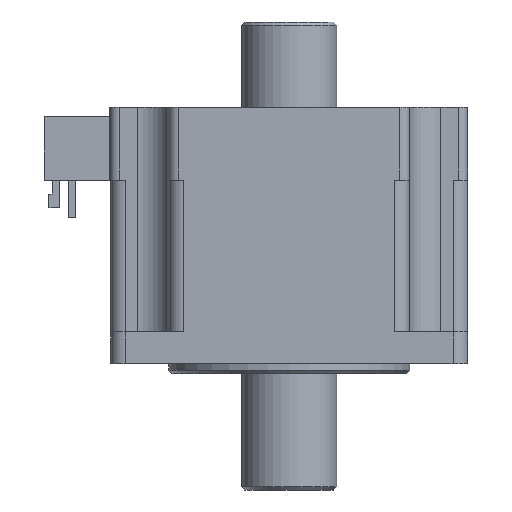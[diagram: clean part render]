
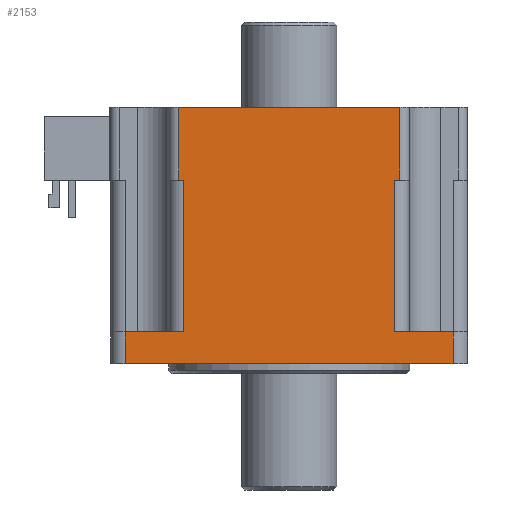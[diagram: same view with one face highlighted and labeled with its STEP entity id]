
A CAD part, front view. The second image highlights one B-rep face of the part: STEP entity #2153.
In plain terms, the highlighted planar face has unit normal (0, -1, 0).
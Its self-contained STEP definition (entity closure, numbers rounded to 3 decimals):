
#107=PLANE('',#2355);
#209=FACE_OUTER_BOUND('',#336,.T.);
#336=EDGE_LOOP('',(#1830,#1831,#1832,#1833,#1834,#1835,#1836,#1837,#1838,
#1839,#1840,#1841));
#505=LINE('',#3403,#720);
#508=LINE('',#3415,#723);
#522=LINE('',#3466,#737);
#525=LINE('',#3473,#740);
#558=LINE('',#3550,#773);
#560=LINE('',#3556,#775);
#561=LINE('',#3557,#776);
#562=LINE('',#3559,#777);
#563=LINE('',#3561,#778);
#564=LINE('',#3563,#779);
#565=LINE('',#3565,#780);
#566=LINE('',#3566,#781);
#720=VECTOR('',#2758,10.);
#723=VECTOR('',#2769,10.);
#737=VECTOR('',#2819,10.);
#740=VECTOR('',#2826,10.);
#773=VECTOR('',#2895,10.);
#775=VECTOR('',#2901,10.);
#776=VECTOR('',#2902,10.);
#777=VECTOR('',#2903,10.);
#778=VECTOR('',#2904,10.);
#779=VECTOR('',#2905,10.);
#780=VECTOR('',#2906,10.);
#781=VECTOR('',#2907,10.);
#1022=VERTEX_POINT('',#3399);
#1024=VERTEX_POINT('',#3402);
#1027=VERTEX_POINT('',#3409);
#1029=VERTEX_POINT('',#3413);
#1048=VERTEX_POINT('',#3464);
#1049=VERTEX_POINT('',#3469);
#1076=VERTEX_POINT('',#3549);
#1078=VERTEX_POINT('',#3555);
#1079=VERTEX_POINT('',#3558);
#1080=VERTEX_POINT('',#3560);
#1081=VERTEX_POINT('',#3562);
#1082=VERTEX_POINT('',#3564);
#1277=EDGE_CURVE('',#1022,#1024,#505,.T.);
#1283=EDGE_CURVE('',#1029,#1027,#508,.T.);
#1307=EDGE_CURVE('',#1048,#1029,#522,.T.);
#1311=EDGE_CURVE('',#1024,#1049,#525,.T.);
#1350=EDGE_CURVE('',#1027,#1076,#558,.T.);
#1353=EDGE_CURVE('',#1078,#1076,#560,.T.);
#1354=EDGE_CURVE('',#1049,#1048,#561,.T.);
#1355=EDGE_CURVE('',#1079,#1022,#562,.T.);
#1356=EDGE_CURVE('',#1079,#1080,#563,.T.);
#1357=EDGE_CURVE('',#1081,#1080,#564,.T.);
#1358=EDGE_CURVE('',#1082,#1081,#565,.T.);
#1359=EDGE_CURVE('',#1082,#1078,#566,.T.);
#1830=ORIENTED_EDGE('',*,*,#1353,.T.);
#1831=ORIENTED_EDGE('',*,*,#1350,.F.);
#1832=ORIENTED_EDGE('',*,*,#1283,.F.);
#1833=ORIENTED_EDGE('',*,*,#1307,.F.);
#1834=ORIENTED_EDGE('',*,*,#1354,.F.);
#1835=ORIENTED_EDGE('',*,*,#1311,.F.);
#1836=ORIENTED_EDGE('',*,*,#1277,.F.);
#1837=ORIENTED_EDGE('',*,*,#1355,.F.);
#1838=ORIENTED_EDGE('',*,*,#1356,.T.);
#1839=ORIENTED_EDGE('',*,*,#1357,.F.);
#1840=ORIENTED_EDGE('',*,*,#1358,.F.);
#1841=ORIENTED_EDGE('',*,*,#1359,.T.);
#2153=ADVANCED_FACE('',(#209),#107,.T.);
#2355=AXIS2_PLACEMENT_3D('',#3554,#2899,#2900);
#2758=DIRECTION('',(-1.,0.,0.));
#2769=DIRECTION('',(-1.,0.,0.));
#2819=DIRECTION('',(0.,0.,-1.));
#2826=DIRECTION('',(0.,0.,1.));
#2895=DIRECTION('',(0.,0.,-1.));
#2899=DIRECTION('center_axis',(0.,-1.,0.));
#2900=DIRECTION('ref_axis',(1.,0.,0.));
#2901=DIRECTION('',(-1.,0.,0.));
#2902=DIRECTION('',(1.,0.,0.));
#2903=DIRECTION('',(0.,0.,1.));
#2904=DIRECTION('',(-1.,0.,0.));
#2905=DIRECTION('',(0.,0.,1.));
#2906=DIRECTION('',(-1.,0.,0.));
#2907=DIRECTION('',(0.,0.,1.));
#3399=CARTESIAN_POINT('',(-16.7,-28.2,29.));
#3402=CARTESIAN_POINT('',(-17.5,-28.2,29.));
#3403=CARTESIAN_POINT('',(19.,-28.2,29.));
#3409=CARTESIAN_POINT('',(16.7,-28.2,29.));
#3413=CARTESIAN_POINT('',(17.5,-28.2,29.));
#3415=CARTESIAN_POINT('',(19.,-28.2,29.));
#3464=CARTESIAN_POINT('',(17.5,-28.2,40.5));
#3466=CARTESIAN_POINT('',(17.5,-28.2,29.));
#3469=CARTESIAN_POINT('',(-17.5,-28.2,40.5));
#3473=CARTESIAN_POINT('',(-17.5,-28.2,29.));
#3549=CARTESIAN_POINT('',(16.7,-28.2,5.));
#3550=CARTESIAN_POINT('',(16.7,-28.2,2.5));
#3554=CARTESIAN_POINT('Origin',(-25.9,-28.2,0.));
#3555=CARTESIAN_POINT('',(25.9,-28.2,5.));
#3556=CARTESIAN_POINT('',(-12.95,-28.2,5.));
#3557=CARTESIAN_POINT('',(-9.5,-28.2,40.5));
#3558=CARTESIAN_POINT('',(-16.7,-28.2,5.));
#3559=CARTESIAN_POINT('',(-16.7,-28.2,2.5));
#3560=CARTESIAN_POINT('',(-25.9,-28.2,5.));
#3561=CARTESIAN_POINT('',(-12.95,-28.2,5.));
#3562=CARTESIAN_POINT('',(-25.9,-28.2,0.));
#3563=CARTESIAN_POINT('',(-25.9,-28.2,0.));
#3564=CARTESIAN_POINT('',(25.9,-28.2,0.));
#3565=CARTESIAN_POINT('',(25.9,-28.2,0.));
#3566=CARTESIAN_POINT('',(25.9,-28.2,0.));
